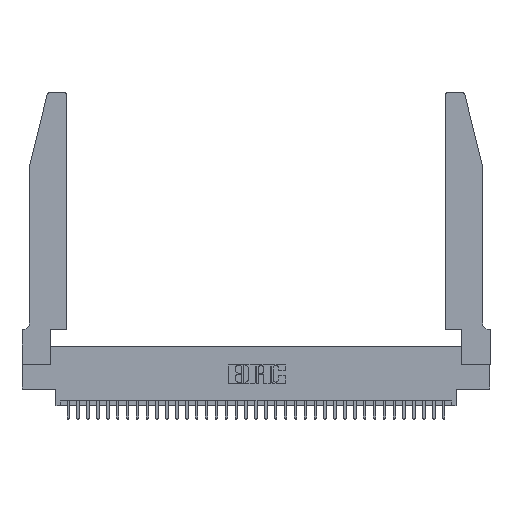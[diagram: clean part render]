
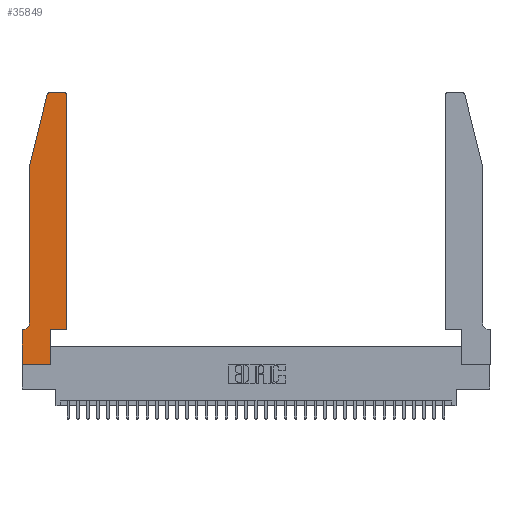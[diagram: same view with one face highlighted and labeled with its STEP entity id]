
A CAD part, top view. The second image highlights one B-rep face of the part: STEP entity #35849.
In plain terms, the highlighted planar face has unit normal (0, 0, 1).
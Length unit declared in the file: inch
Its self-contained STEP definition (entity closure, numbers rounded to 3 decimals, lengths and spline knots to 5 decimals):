
#446 = VERTEX_POINT ( 'NONE', #7247 ) ;
#521 = VECTOR ( 'NONE', #7144, 39.37008 ) ;
#956 = LINE ( 'NONE', #6740, #30460 ) ;
#1507 = ORIENTED_EDGE ( 'NONE', *, *, #1604, .T. ) ;
#1604 = EDGE_CURVE ( 'NONE', #15255, #446, #28405, .T. ) ;
#1980 = CARTESIAN_POINT ( 'NONE',  ( 0.25487, 2.72718, 0.37 ) ) ;
#2156 = DIRECTION ( 'NONE',  ( -1., 0., 0. ) ) ;
#2437 = CARTESIAN_POINT ( 'NONE',  ( 0.0755, 2., 0.37 ) ) ;
#2668 = DIRECTION ( 'NONE',  ( 0., -1., 0. ) ) ;
#2891 = DIRECTION ( 'NONE',  ( -1., 0., 0. ) ) ;
#3223 = DIRECTION ( 'NONE',  ( 1., 0., 0. ) ) ;
#4477 = CARTESIAN_POINT ( 'NONE',  ( 0.4505, 0.35, 0.37 ) ) ;
#4928 = VECTOR ( 'NONE', #2891, 39.37008 ) ;
#5576 = DIRECTION ( 'NONE',  ( 0., -1., 0. ) ) ;
#6168 = AXIS2_PLACEMENT_3D ( 'NONE', #14961, #34385, #17761 ) ;
#6740 = CARTESIAN_POINT ( 'NONE',  ( 0.0755, 2., 0.37 ) ) ;
#6800 = VECTOR ( 'NONE', #21365, 39.37008 ) ;
#6845 = ORIENTED_EDGE ( 'NONE', *, *, #16341, .T. ) ;
#7032 = EDGE_CURVE ( 'NONE', #15088, #11183, #7040, .T. ) ;
#7040 = LINE ( 'NONE', #23758, #521 ) ;
#7058 = DIRECTION ( 'NONE',  ( 0., 1., 0. ) ) ;
#7144 = DIRECTION ( 'NONE',  ( 1., 0., 0. ) ) ;
#7247 = CARTESIAN_POINT ( 'NONE',  ( 0.4205, 2.75, 0.37 ) ) ;
#7331 = VECTOR ( 'NONE', #5576, 39.37008 ) ;
#7677 = CIRCLE ( 'NONE', #25594, 0.07 ) ;
#7720 = EDGE_CURVE ( 'NONE', #11183, #15255, #15671, .T. ) ;
#8530 = CARTESIAN_POINT ( 'NONE',  ( 0.4505, 2.72, 0.37 ) ) ;
#9166 = EDGE_CURVE ( 'NONE', #25374, #21089, #27734, .T. ) ;
#9505 = CIRCLE ( 'NONE', #6168, 0.03 ) ;
#9851 = CARTESIAN_POINT ( 'NONE',  ( 0.2865, 0.35, 0.37 ) ) ;
#10421 = ORIENTED_EDGE ( 'NONE', *, *, #9166, .T. ) ;
#10640 = VERTEX_POINT ( 'NONE', #23793 ) ;
#10929 = EDGE_CURVE ( 'NONE', #13811, #33279, #24358, .T. ) ;
#11023 = CARTESIAN_POINT ( 'NONE',  ( 0.0755, 2., 0.37 ) ) ;
#11183 = VERTEX_POINT ( 'NONE', #4477 ) ;
#11187 = ORIENTED_EDGE ( 'NONE', *, *, #7720, .T. ) ;
#11806 = ORIENTED_EDGE ( 'NONE', *, *, #17140, .T. ) ;
#12246 = EDGE_CURVE ( 'NONE', #10640, #25374, #17756, .T. ) ;
#12274 = LINE ( 'NONE', #30537, #4928 ) ;
#12379 = CARTESIAN_POINT ( 'NONE',  ( 0.4205, 2.72, 0.37 ) ) ;
#13624 = EDGE_CURVE ( 'NONE', #15779, #15088, #16776, .T. ) ;
#13691 = EDGE_CURVE ( 'NONE', #21089, #15779, #14152, .T. ) ;
#13811 = VERTEX_POINT ( 'NONE', #2437 ) ;
#14152 = LINE ( 'NONE', #24143, #6800 ) ;
#14373 = EDGE_CURVE ( 'NONE', #33279, #10640, #7677, .T. ) ;
#14685 = ORIENTED_EDGE ( 'NONE', *, *, #13624, .T. ) ;
#14961 = CARTESIAN_POINT ( 'NONE',  ( 0.284, 2.72, 0.37 ) ) ;
#15088 = VERTEX_POINT ( 'NONE', #29882 ) ;
#15197 = DIRECTION ( 'NONE',  ( 1., 0., 0. ) ) ;
#15255 = VERTEX_POINT ( 'NONE', #8530 ) ;
#15671 = LINE ( 'NONE', #35354, #29557 ) ;
#15779 = VERTEX_POINT ( 'NONE', #31072 ) ;
#16341 = EDGE_CURVE ( 'NONE', #446, #28927, #12274, .T. ) ;
#16763 = CARTESIAN_POINT ( 'NONE',  ( 0.284, 2.75, 0.37 ) ) ;
#16776 = LINE ( 'NONE', #9851, #30656 ) ;
#16876 = VECTOR ( 'NONE', #31097, 39.37008 ) ;
#16980 = VECTOR ( 'NONE', #2668, 39.37008 ) ;
#16985 = AXIS2_PLACEMENT_3D ( 'NONE', #12379, #31806, #15197 ) ;
#17045 = CARTESIAN_POINT ( 'NONE',  ( 0., 0.35, 0.37 ) ) ;
#17140 = EDGE_CURVE ( 'NONE', #26416, #13811, #956, .T. ) ;
#17269 = CARTESIAN_POINT ( 'NONE',  ( 0.0755, 0.35, 0.37 ) ) ;
#17756 = LINE ( 'NONE', #17269, #16876 ) ;
#17761 = DIRECTION ( 'NONE',  ( 1., 0., 0. ) ) ;
#17888 = DIRECTION ( 'NONE',  ( -0.239, -0.971, 0. ) ) ;
#18760 = DIRECTION ( 'NONE',  ( 0., 0., -1. ) ) ;
#18926 = ORIENTED_EDGE ( 'NONE', *, *, #14373, .T. ) ;
#19093 = ORIENTED_EDGE ( 'NONE', *, *, #23134, .T. ) ;
#19288 = FACE_OUTER_BOUND ( 'NONE', #22930, .T. ) ;
#19860 = DIRECTION ( 'NONE',  ( 0., 0., 1. ) ) ;
#21089 = VERTEX_POINT ( 'NONE', #27885 ) ;
#21365 = DIRECTION ( 'NONE',  ( 1., 0., 0. ) ) ;
#21731 = AXIS2_PLACEMENT_3D ( 'NONE', #17045, #19860, #3223 ) ;
#22165 = CARTESIAN_POINT ( 'NONE',  ( 0., 0., 0.37 ) ) ;
#22930 = EDGE_LOOP ( 'NONE', ( #6845, #19093, #11806, #28467, #18926, #26622, #10421, #35720, #14685, #26625, #11187, #1507 ) ) ;
#23134 = EDGE_CURVE ( 'NONE', #28927, #26416, #9505, .T. ) ;
#23758 = CARTESIAN_POINT ( 'NONE',  ( 0.4505, 0.35, 0.37 ) ) ;
#23793 = CARTESIAN_POINT ( 'NONE',  ( 0.0055, 0.35, 0.37 ) ) ;
#24143 = CARTESIAN_POINT ( 'NONE',  ( 0., 0., 0.37 ) ) ;
#24358 = LINE ( 'NONE', #11023, #16980 ) ;
#25374 = VERTEX_POINT ( 'NONE', #25473 ) ;
#25473 = CARTESIAN_POINT ( 'NONE',  ( 0., 0.35, 0.37 ) ) ;
#25594 = AXIS2_PLACEMENT_3D ( 'NONE', #35377, #18760, #2156 ) ;
#26416 = VERTEX_POINT ( 'NONE', #1980 ) ;
#26622 = ORIENTED_EDGE ( 'NONE', *, *, #12246, .T. ) ;
#26625 = ORIENTED_EDGE ( 'NONE', *, *, #7032, .T. ) ;
#27114 = DIRECTION ( 'NONE',  ( 0., 1., 0. ) ) ;
#27734 = LINE ( 'NONE', #22165, #7331 ) ;
#27885 = CARTESIAN_POINT ( 'NONE',  ( 0., 0., 0.37 ) ) ;
#28405 = CIRCLE ( 'NONE', #16985, 0.03 ) ;
#28467 = ORIENTED_EDGE ( 'NONE', *, *, #10929, .T. ) ;
#28753 = CARTESIAN_POINT ( 'NONE',  ( 0.0755, 0.42, 0.37 ) ) ;
#28927 = VERTEX_POINT ( 'NONE', #16763 ) ;
#29557 = VECTOR ( 'NONE', #27114, 39.37008 ) ;
#29882 = CARTESIAN_POINT ( 'NONE',  ( 0.2865, 0.35, 0.37 ) ) ;
#30460 = VECTOR ( 'NONE', #17888, 39.37008 ) ;
#30537 = CARTESIAN_POINT ( 'NONE',  ( 0.2605, 2.75, 0.37 ) ) ;
#30656 = VECTOR ( 'NONE', #7058, 39.37008 ) ;
#31072 = CARTESIAN_POINT ( 'NONE',  ( 0.2865, 0., 0.37 ) ) ;
#31097 = DIRECTION ( 'NONE',  ( -1., 0., 0. ) ) ;
#31806 = DIRECTION ( 'NONE',  ( 0., 0., 1. ) ) ;
#33279 = VERTEX_POINT ( 'NONE', #28753 ) ;
#33679 = PLANE ( 'NONE',  #21731 ) ;
#34385 = DIRECTION ( 'NONE',  ( 0., 0., 1. ) ) ;
#35354 = CARTESIAN_POINT ( 'NONE',  ( 0.4505, 0.35, 0.37 ) ) ;
#35377 = CARTESIAN_POINT ( 'NONE',  ( 0.0055, 0.42, 0.37 ) ) ;
#35720 = ORIENTED_EDGE ( 'NONE', *, *, #13691, .T. ) ;
#35849 = ADVANCED_FACE ( 'NONE', ( #19288 ), #33679, .T. ) ;
